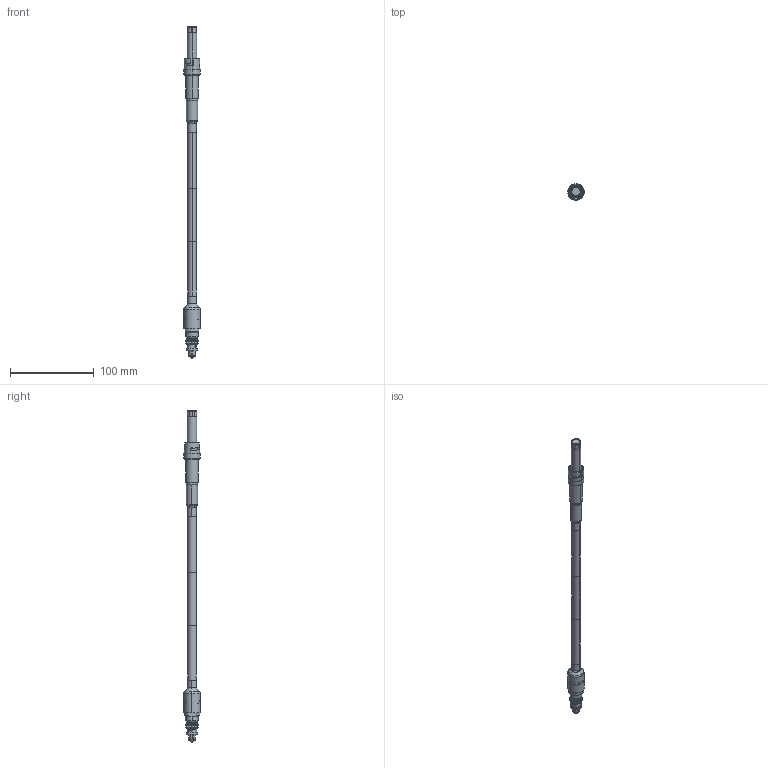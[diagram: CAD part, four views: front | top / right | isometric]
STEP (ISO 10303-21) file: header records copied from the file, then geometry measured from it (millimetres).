
FILE_DESCRIPTION (( 'STEP AP214' ), '1' );
FILE_NAME ('FMCA9783_3D.step', '2024-07-29T14:44:43', ( '' ), ( '' ), 'SwSTEP 2.0', 'SolidWorks 2022', '' );
FILE_SCHEMA (( 'AUTOMOTIVE_DESIGN' ));
Length unit declared in the file: inch
Products named in the file (6): FMCA9783_3D; FMCN45841; Copy of Heat Shrink^FMCA9783_1" Long; RG213-PROD_RG213_GID 230180; FMCN45907; Copy of Heat Shrink^FMCA9783
Assembly tree (5 placements, depth 2):
  FMCA9783_3D
    RG213-PROD_RG213_GID 230180
    FMCN45841
    FMCN45907
    Copy of Heat Shrink^FMCA9783_1" Long
    Copy of Heat Shrink^FMCA9783
Bounding box: 19.55 x 19.55 x 397.25 mm (x, y, z)
Volume: 43270.7 mm3; surface area: 28836.5 mm2
Topology: 5 solids, 5 shells, 524 faces, 1380 edges, 886 vertices
Faces by surface type: plane 236, cylinder 180, cone 54, bspline 36, torus 18
Entity records: 19369 total; most frequent: CARTESIAN_POINT 6558, ORIENTED_EDGE 2760, DIRECTION 2460, EDGE_CURVE 1380, AXIS2_PLACEMENT_3D 982, VERTEX_POINT 886, EDGE_LOOP 552, ADVANCED_FACE 524
